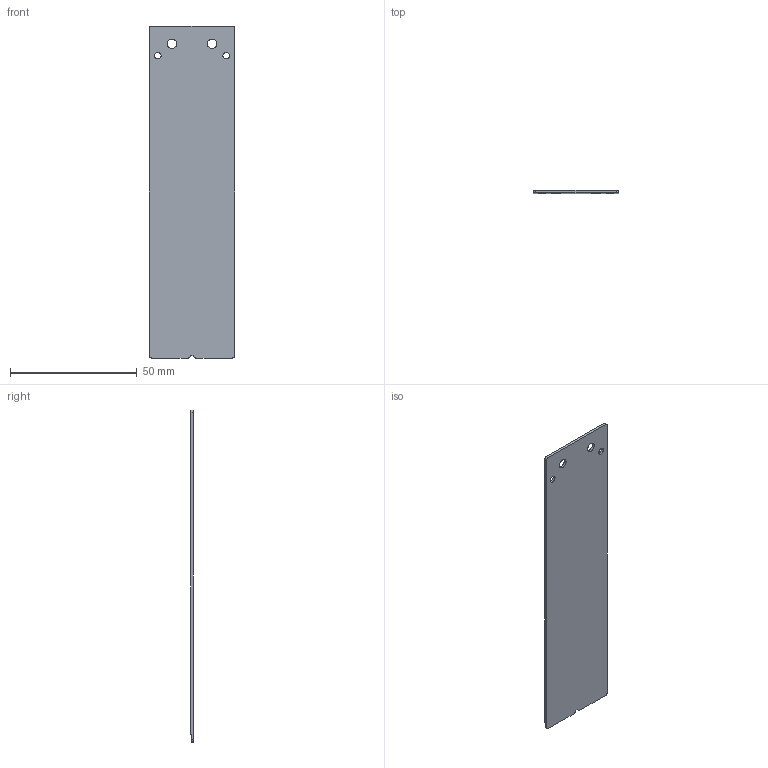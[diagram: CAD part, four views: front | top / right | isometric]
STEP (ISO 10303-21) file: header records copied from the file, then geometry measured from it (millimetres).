
FILE_DESCRIPTION((''),'2;1');
FILE_NAME('PCB_1_0T','2023-01-31T09:01:41',('asus'),(''),'CREO PARAMETRIC BY PTC INC, 2022014','CREO PARAMETRIC BY PTC INC, 2022014','');
FILE_SCHEMA(('CONFIG_CONTROL_DESIGN','SHAPE_APPEARANCE_LAYERS_GROUPS'));
Length unit declared in the file: millimetre
Products named in the file (1): PCB_1_0T
Bounding box: 33.83 x 1 x 131 mm (x, y, z)
Volume: 4376.8 mm3; surface area: 9160.6 mm2
Topology: 1 solids, 1 shells, 24 faces, 2906 edges, 2888 vertices
Faces by surface type: cylinder 14, plane 10
Entity records: 26826 total; most frequent: DIRECTION 3002, CARTESIAN_POINT 2975, PRESENTATION_STYLE_ASSIGNMENT 2908, STYLED_ITEM 2908, CURVE_STYLE 2907, VECTOR 2860, LINE 2860, TRIMMED_CURVE 2840
